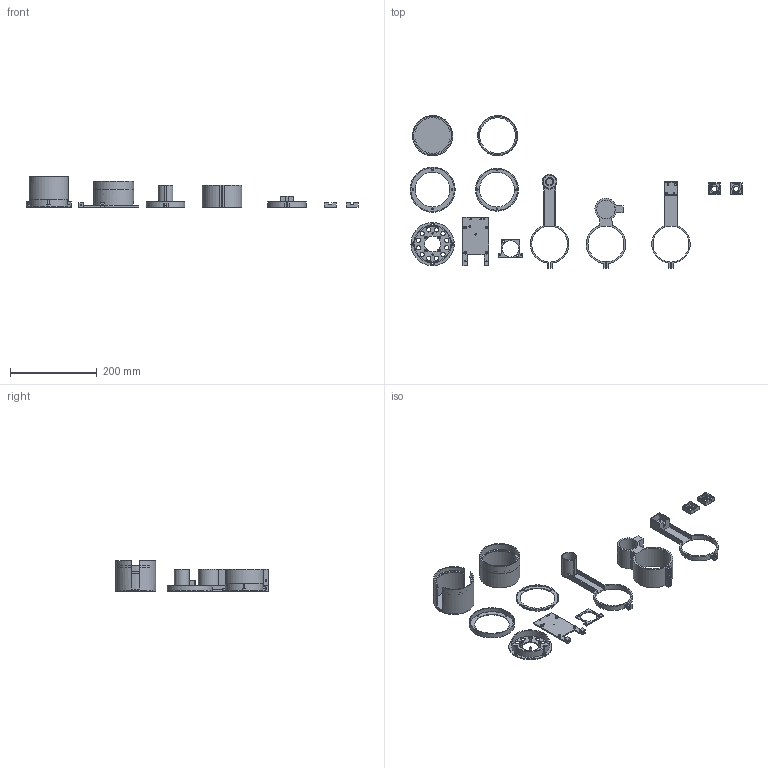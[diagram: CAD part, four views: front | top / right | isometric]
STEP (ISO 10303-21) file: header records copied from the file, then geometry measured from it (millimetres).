
FILE_DESCRIPTION(/* description */ (''),/* implementation_level */ '2;1');
FILE_NAME(/* name */ 'CAPV5 v23.step',/* time_stamp */ '2025-08-14T02:23:55-04:00',/* author */ (''),/* organization */ (''),/* preprocessor_version */ 'ST-DEVELOPER v20.1',/* originating_system */ 'Autodesk Translation Framework v14.4.0.0',/* authorisation */ '');
FILE_SCHEMA (('AUTOMOTIVE_DESIGN { 1 0 10303 214 3 1 1 }'));
Length unit declared in the file: millimetre
Products named in the file (2): CAPV5; Component1
Assembly tree (1 placements, depth 2):
  CAPV5
    Component1
Bounding box: 765.9 x 352.52 x 70 mm (x, y, z)
Volume: 359616.6 mm3; surface area: 281678.3 mm2
Topology: 13 solids, 13 shells, 334 faces, 883 edges, 588 vertices
Faces by surface type: plane 180, cylinder 149, cone 3, bspline 2
Full cylindrical faces by diameter (mm): 2.7 x2, 2.8 x2, 3.2 x12, 3.4 x5, 3.5 x14, 4.1 x6, 4.2 x4, 4.826 x5, 5.5 x2, 6 x8, 6.731 x8, 10 x12, 12 x2, 19 x2, 38 x1, 43 x1, 80.2 x2, 82.5 x1, 83 x1, 88.5 x4, 92.5 x3, 95.2 x1, 99 x1, 100 x1, 100.2 x1, 104.2 x1
Entity records: 12093 total; most frequent: CARTESIAN_POINT 3340, DIRECTION 1793, ORIENTED_EDGE 1766, EDGE_CURVE 883, AXIS2_PLACEMENT_3D 638, VERTEX_POINT 588, LINE 517, VECTOR 517
